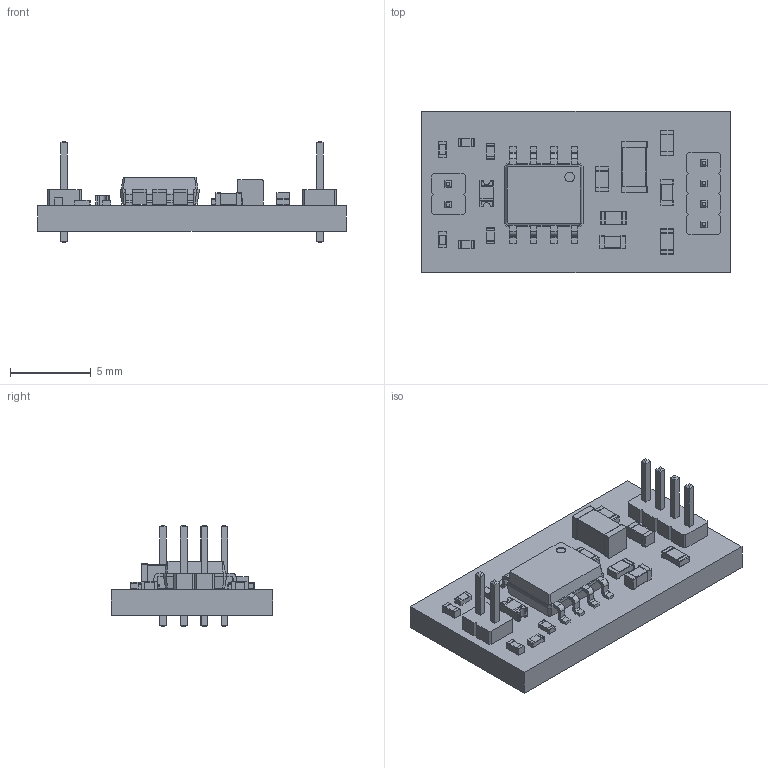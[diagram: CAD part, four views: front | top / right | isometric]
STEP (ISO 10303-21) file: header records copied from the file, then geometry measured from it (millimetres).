
FILE_DESCRIPTION(('FreeCAD Model'),'2;1');
FILE_NAME('Open CASCADE Shape Model','2024-01-07T13:08:16',( 'kicad StepUp'),('ksu MCAD'),'Open CASCADE STEP processor 7.6', 'FreeCAD','Unknown');
FILE_SCHEMA(('AUTOMOTIVE_DESIGN { 1 0 10303 214 1 1 1 1 }'));
Length unit declared in the file: millimetre
Products named in the file (1): LowNoise_cp
Bounding box: 19.1 x 10.01 x 6.3 mm (x, y, z)
Volume: 366.9 mm3; surface area: 747 mm2
Topology: 18 solids, 18 shells, 707 faces, 1805 edges, 1158 vertices
Faces by surface type: plane 498, cylinder 177, bspline 32
Full cylindrical faces by diameter (mm): 0.5 x6, 0.6 x1
Entity records: 26255 total; most frequent: CARTESIAN_POINT 3903, ORIENTED_EDGE 3610, DIRECTION 3463, EDGE_CURVE 1805, LINE 1419, VECTOR 1419, VERTEX_POINT 1158, AXIS2_PLACEMENT_3D 1022
